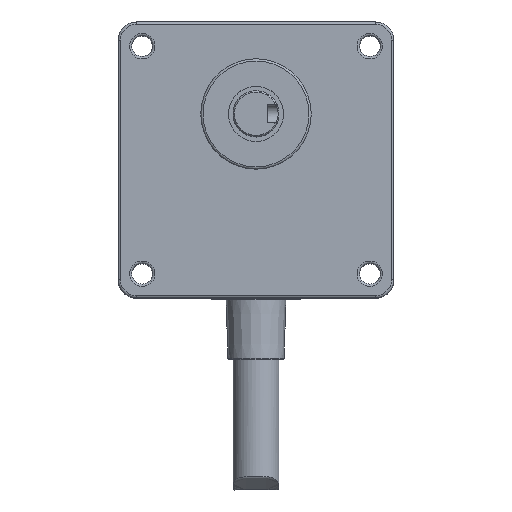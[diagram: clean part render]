
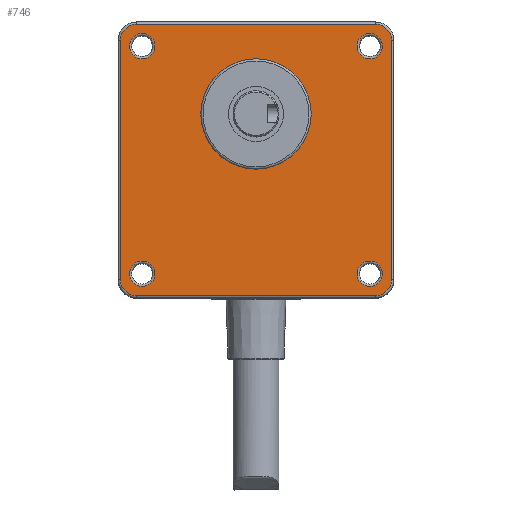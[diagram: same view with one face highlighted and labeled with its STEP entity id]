
A CAD part, top view. The second image highlights one B-rep face of the part: STEP entity #746.
In plain terms, the highlighted planar face has unit normal (0, 0, 1).
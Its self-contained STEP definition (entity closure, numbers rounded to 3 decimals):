
#746 = ADVANCED_FACE( '', ( #1788, #1789, #1790, #1791, #1792, #1793 ), #1794, .T. );
#1788 = FACE_BOUND( '', #3199, .T. );
#1789 = FACE_BOUND( '', #3200, .T. );
#1790 = FACE_BOUND( '', #3201, .T. );
#1791 = FACE_BOUND( '', #3202, .T. );
#1792 = FACE_BOUND( '', #3203, .T. );
#1793 = FACE_OUTER_BOUND( '', #3204, .T. );
#1794 = PLANE( '', #3205 );
#3199 = EDGE_LOOP( '', ( #4867 ) );
#3200 = EDGE_LOOP( '', ( #4868 ) );
#3201 = EDGE_LOOP( '', ( #4869 ) );
#3202 = EDGE_LOOP( '', ( #4870 ) );
#3203 = EDGE_LOOP( '', ( #4871 ) );
#3204 = EDGE_LOOP( '', ( #4872, #4873, #4874, #4875, #4876, #4877, #4878, #4879 ) );
#3205 = AXIS2_PLACEMENT_3D( '', #4880, #4881, #4882 );
#4867 = ORIENTED_EDGE( '', *, *, #6057, .F. );
#4868 = ORIENTED_EDGE( '', *, *, #5995, .T. );
#4869 = ORIENTED_EDGE( '', *, *, #6017, .T. );
#4870 = ORIENTED_EDGE( '', *, *, #6058, .T. );
#4871 = ORIENTED_EDGE( '', *, *, #6013, .T. );
#4872 = ORIENTED_EDGE( '', *, *, #6059, .T. );
#4873 = ORIENTED_EDGE( '', *, *, #6060, .T. );
#4874 = ORIENTED_EDGE( '', *, *, #6054, .T. );
#4875 = ORIENTED_EDGE( '', *, *, #5948, .T. );
#4876 = ORIENTED_EDGE( '', *, *, #6061, .T. );
#4877 = ORIENTED_EDGE( '', *, *, #5999, .T. );
#4878 = ORIENTED_EDGE( '', *, *, #5967, .T. );
#4879 = ORIENTED_EDGE( '', *, *, #5921, .T. );
#4880 = CARTESIAN_POINT( '', ( -25.998, 25.998, 56. ) );
#4881 = DIRECTION( '', ( 0., 0., 1. ) );
#4882 = DIRECTION( '', ( 1., 0., 0. ) );
#5921 = EDGE_CURVE( '', #6343, #6345, #6347, .T. );
#5948 = EDGE_CURVE( '', #6386, #6384, #6387, .T. );
#5967 = EDGE_CURVE( '', #6409, #6343, #6413, .T. );
#5995 = EDGE_CURVE( '', #6446, #6446, #6447, .F. );
#5999 = EDGE_CURVE( '', #6449, #6409, #6452, .T. );
#6013 = EDGE_CURVE( '', #6468, #6468, #6469, .F. );
#6017 = EDGE_CURVE( '', #6474, #6474, #6475, .F. );
#6054 = EDGE_CURVE( '', #6526, #6386, #6527, .T. );
#6057 = EDGE_CURVE( '', #6530, #6530, #6531, .T. );
#6058 = EDGE_CURVE( '', #6532, #6532, #6533, .F. );
#6059 = EDGE_CURVE( '', #6345, #6534, #6535, .T. );
#6060 = EDGE_CURVE( '', #6534, #6526, #6536, .T. );
#6061 = EDGE_CURVE( '', #6384, #6449, #6537, .T. );
#6343 = VERTEX_POINT( '', #6921 );
#6345 = VERTEX_POINT( '', #6923 );
#6347 = LINE( '', #6925, #6926 );
#6384 = VERTEX_POINT( '', #6972 );
#6386 = VERTEX_POINT( '', #6974 );
#6387 = LINE( '', #6975, #6976 );
#6409 = VERTEX_POINT( '', #6999 );
#6413 = CIRCLE( '', #7003, 3.5 );
#6446 = VERTEX_POINT( '', #7068 );
#6447 = CIRCLE( '', #7069, 2.75 );
#6449 = VERTEX_POINT( '', #7071 );
#6452 = LINE( '', #7075, #7076 );
#6468 = VERTEX_POINT( '', #7095 );
#6469 = CIRCLE( '', #7096, 2.75 );
#6474 = VERTEX_POINT( '', #7101 );
#6475 = CIRCLE( '', #7102, 2.75 );
#6526 = VERTEX_POINT( '', #7164 );
#6527 = CIRCLE( '', #7165, 3.5 );
#6530 = VERTEX_POINT( '', #7168 );
#6531 = CIRCLE( '', #7169, 12. );
#6532 = VERTEX_POINT( '', #7170 );
#6533 = CIRCLE( '', #7171, 2.75 );
#6534 = VERTEX_POINT( '', #7172 );
#6535 = CIRCLE( '', #7173, 3.5 );
#6536 = LINE( '', #7174, #7175 );
#6537 = CIRCLE( '', #7176, 3.5 );
#6921 = CARTESIAN_POINT( '', ( 29.498, -25.998, 56. ) );
#6923 = CARTESIAN_POINT( '', ( 29.498, 25.998, 56. ) );
#6925 = CARTESIAN_POINT( '', ( 29.498, 25.998, 56. ) );
#6926 = VECTOR( '', #7466, 1000. );
#6972 = CARTESIAN_POINT( '', ( -29.498, -25.998, 56. ) );
#6974 = CARTESIAN_POINT( '', ( -29.498, 25.998, 56. ) );
#6975 = CARTESIAN_POINT( '', ( -29.498, -25.998, 56. ) );
#6976 = VECTOR( '', #7497, 1000. );
#6999 = CARTESIAN_POINT( '', ( 25.998, -29.498, 56. ) );
#7003 = AXIS2_PLACEMENT_3D( '', #7523, #7524, #7525 );
#7068 = CARTESIAN_POINT( '', ( -21.999, -24.749, 56. ) );
#7069 = AXIS2_PLACEMENT_3D( '', #7548, #7549, #7550 );
#7071 = CARTESIAN_POINT( '', ( -25.998, -29.498, 56. ) );
#7075 = CARTESIAN_POINT( '', ( 25.998, -29.498, 56. ) );
#7076 = VECTOR( '', #7555, 1000. );
#7095 = CARTESIAN_POINT( '', ( 27.499, -24.749, 56. ) );
#7096 = AXIS2_PLACEMENT_3D( '', #7571, #7572, #7573 );
#7101 = CARTESIAN_POINT( '', ( -21.999, 24.749, 56. ) );
#7102 = AXIS2_PLACEMENT_3D( '', #7577, #7578, #7579 );
#7164 = CARTESIAN_POINT( '', ( -25.998, 29.498, 56. ) );
#7165 = AXIS2_PLACEMENT_3D( '', #7618, #7619, #7620 );
#7168 = CARTESIAN_POINT( '', ( 12., 10., 56. ) );
#7169 = AXIS2_PLACEMENT_3D( '', #7624, #7625, #7626 );
#7170 = CARTESIAN_POINT( '', ( 27.499, 24.749, 56. ) );
#7171 = AXIS2_PLACEMENT_3D( '', #7627, #7628, #7629 );
#7172 = CARTESIAN_POINT( '', ( 25.998, 29.498, 56. ) );
#7173 = AXIS2_PLACEMENT_3D( '', #7630, #7631, #7632 );
#7174 = CARTESIAN_POINT( '', ( -25.998, 29.498, 56. ) );
#7175 = VECTOR( '', #7633, 1000. );
#7176 = AXIS2_PLACEMENT_3D( '', #7634, #7635, #7636 );
#7466 = DIRECTION( '', ( 0., 1., 0. ) );
#7497 = DIRECTION( '', ( 0., -1., 0. ) );
#7523 = CARTESIAN_POINT( '', ( 25.998, -25.998, 56. ) );
#7524 = DIRECTION( '', ( 0., 0., 1. ) );
#7525 = DIRECTION( '', ( 1., 0., 0. ) );
#7548 = CARTESIAN_POINT( '', ( -24.749, -24.749, 56. ) );
#7549 = DIRECTION( '', ( 0., 0., 1. ) );
#7550 = DIRECTION( '', ( 1., 0., 0. ) );
#7555 = DIRECTION( '', ( 1., 0., 0. ) );
#7571 = CARTESIAN_POINT( '', ( 24.749, -24.749, 56. ) );
#7572 = DIRECTION( '', ( 0., 0., 1. ) );
#7573 = DIRECTION( '', ( 1., 0., 0. ) );
#7577 = CARTESIAN_POINT( '', ( -24.749, 24.749, 56. ) );
#7578 = DIRECTION( '', ( 0., 0., 1. ) );
#7579 = DIRECTION( '', ( 1., 0., 0. ) );
#7618 = CARTESIAN_POINT( '', ( -25.998, 25.998, 56. ) );
#7619 = DIRECTION( '', ( 0., 0., 1. ) );
#7620 = DIRECTION( '', ( 1., 0., 0. ) );
#7624 = CARTESIAN_POINT( '', ( 0., 10., 56. ) );
#7625 = DIRECTION( '', ( 0., 0., 1. ) );
#7626 = DIRECTION( '', ( 1., 0., 0. ) );
#7627 = CARTESIAN_POINT( '', ( 24.749, 24.749, 56. ) );
#7628 = DIRECTION( '', ( 0., 0., 1. ) );
#7629 = DIRECTION( '', ( 1., 0., 0. ) );
#7630 = CARTESIAN_POINT( '', ( 25.998, 25.998, 56. ) );
#7631 = DIRECTION( '', ( 0., 0., 1. ) );
#7632 = DIRECTION( '', ( 1., 0., 0. ) );
#7633 = DIRECTION( '', ( -1., 0., 0. ) );
#7634 = CARTESIAN_POINT( '', ( -25.998, -25.998, 56. ) );
#7635 = DIRECTION( '', ( 0., 0., 1. ) );
#7636 = DIRECTION( '', ( 1., 0., 0. ) );
